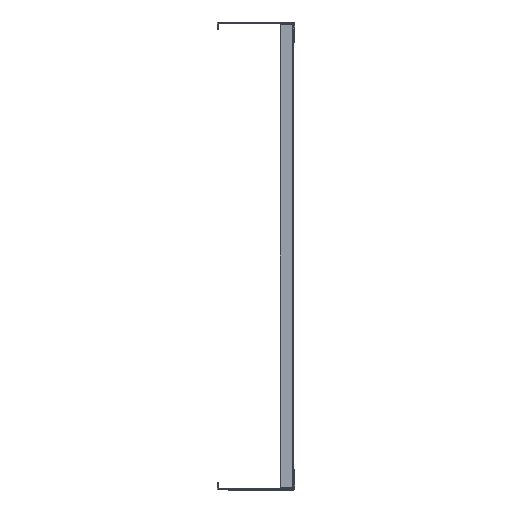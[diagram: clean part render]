
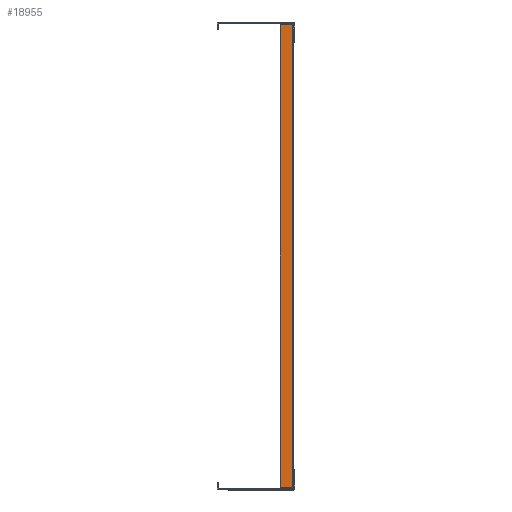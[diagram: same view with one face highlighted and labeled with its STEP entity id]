
A CAD part, left-side view. The second image highlights one B-rep face of the part: STEP entity #18955.
In plain terms, the highlighted planar face has unit normal (-1, 0, 0).
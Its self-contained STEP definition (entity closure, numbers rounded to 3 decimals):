
#577 = CARTESIAN_POINT ( 'NONE',  ( -1665.932, 176.497, -586.1 ) ) ;
#1015 = FACE_OUTER_BOUND ( 'NONE', #67225, .T. ) ;
#1277 = LINE ( 'NONE', #1917, #58720 ) ;
#1917 = CARTESIAN_POINT ( 'NONE',  ( -1665.932, 158.597, 11.4 ) ) ;
#2551 = DIRECTION ( 'NONE',  ( 0., -1., 0. ) ) ;
#2693 = VECTOR ( 'NONE', #7713, 1000. ) ;
#2722 = CARTESIAN_POINT ( 'NONE',  ( -1665.932, 158.597, -574.297 ) ) ;
#3970 = VECTOR ( 'NONE', #51645, 1000. ) ;
#4483 = LINE ( 'NONE', #24546, #50570 ) ;
#5459 = CARTESIAN_POINT ( 'NONE',  ( -1665.932, 158.597, -577.903 ) ) ;
#7713 = DIRECTION ( 'NONE',  ( 0., 0., -1. ) ) ;
#8626 = CARTESIAN_POINT ( 'NONE',  ( -1665.932, 158.597, 11.4 ) ) ;
#8780 = EDGE_CURVE ( 'NONE', #61470, #36199, #21741, .T. ) ;
#10484 = DIRECTION ( 'NONE',  ( 0., 0., -1. ) ) ;
#11230 = EDGE_CURVE ( 'NONE', #16724, #55215, #52757, .T. ) ;
#12781 = CARTESIAN_POINT ( 'NONE',  ( -1665.932, 158.597, -588.6 ) ) ;
#13165 = VERTEX_POINT ( 'NONE', #38460 ) ;
#13793 = EDGE_CURVE ( 'NONE', #14930, #16724, #45267, .T. ) ;
#14199 = VERTEX_POINT ( 'NONE', #47104 ) ;
#14930 = VERTEX_POINT ( 'NONE', #60949 ) ;
#16724 = VERTEX_POINT ( 'NONE', #30130 ) ;
#17227 = EDGE_CURVE ( 'NONE', #19572, #13165, #31768, .T. ) ;
#18704 = DIRECTION ( 'NONE',  ( 0., 0., -1. ) ) ;
#18955 = ADVANCED_FACE ( 'NONE', ( #1015 ), #24238, .F. ) ;
#19572 = VERTEX_POINT ( 'NONE', #5459 ) ;
#19996 = EDGE_CURVE ( 'NONE', #36199, #28369, #64071, .T. ) ;
#20760 = DIRECTION ( 'NONE',  ( 0., 0., -1. ) ) ;
#21477 = CARTESIAN_POINT ( 'NONE',  ( -1665.932, 158.597, -563.6 ) ) ;
#21741 = LINE ( 'NONE', #21477, #49515 ) ;
#24238 = PLANE ( 'NONE',  #66803 ) ;
#24291 = VECTOR ( 'NONE', #10484, 1000. ) ;
#24546 = CARTESIAN_POINT ( 'NONE',  ( -1665.932, 158.597, -13.6 ) ) ;
#27163 = ORIENTED_EDGE ( 'NONE', *, *, #11230, .F. ) ;
#27588 = DIRECTION ( 'NONE',  ( 0., 0., 1. ) ) ;
#28001 = LINE ( 'NONE', #57207, #70658 ) ;
#28144 = LINE ( 'NONE', #69427, #41163 ) ;
#28369 = VERTEX_POINT ( 'NONE', #2722 ) ;
#29141 = VECTOR ( 'NONE', #27588, 1000. ) ;
#29228 = DIRECTION ( 'NONE',  ( 0., -1., 0. ) ) ;
#29814 = DIRECTION ( 'NONE',  ( 0., 0., -1. ) ) ;
#30069 = CARTESIAN_POINT ( 'NONE',  ( -1665.932, 158.597, 8.9 ) ) ;
#30130 = CARTESIAN_POINT ( 'NONE',  ( -1665.932, 158.597, -4.404 ) ) ;
#30716 = EDGE_CURVE ( 'NONE', #55215, #14199, #4483, .T. ) ;
#30739 = LINE ( 'NONE', #57883, #60328 ) ;
#31768 = LINE ( 'NONE', #12781, #3970 ) ;
#32726 = VECTOR ( 'NONE', #47493, 1000. ) ;
#32868 = CARTESIAN_POINT ( 'NONE',  ( -1665.932, 176.497, 8.9 ) ) ;
#33438 = ORIENTED_EDGE ( 'NONE', *, *, #68144, .T. ) ;
#35077 = VERTEX_POINT ( 'NONE', #32868 ) ;
#36199 = VERTEX_POINT ( 'NONE', #71713 ) ;
#36340 = ORIENTED_EDGE ( 'NONE', *, *, #56124, .T. ) ;
#36916 = VERTEX_POINT ( 'NONE', #577 ) ;
#37211 = CARTESIAN_POINT ( 'NONE',  ( -1665.932, 158.597, -588.6 ) ) ;
#38158 = CARTESIAN_POINT ( 'NONE',  ( -1665.932, 176.497, 8.9 ) ) ;
#38460 = CARTESIAN_POINT ( 'NONE',  ( -1665.932, 158.597, -586.1 ) ) ;
#39345 = ORIENTED_EDGE ( 'NONE', *, *, #40846, .F. ) ;
#40021 = EDGE_CURVE ( 'NONE', #61470, #14199, #43904, .T. ) ;
#40846 = EDGE_CURVE ( 'NONE', #28369, #19572, #30739, .T. ) ;
#41048 = DIRECTION ( 'NONE',  ( 0., 0., -1. ) ) ;
#41163 = VECTOR ( 'NONE', #2551, 1000. ) ;
#41360 = ORIENTED_EDGE ( 'NONE', *, *, #13793, .F. ) ;
#43475 = ORIENTED_EDGE ( 'NONE', *, *, #8780, .F. ) ;
#43904 = LINE ( 'NONE', #44562, #29141 ) ;
#44562 = CARTESIAN_POINT ( 'NONE',  ( -1665.932, 158.497, -588.221 ) ) ;
#45084 = CARTESIAN_POINT ( 'NONE',  ( -1665.932, 158.597, -13.6 ) ) ;
#45267 = LINE ( 'NONE', #46575, #2693 ) ;
#45661 = ORIENTED_EDGE ( 'NONE', *, *, #30716, .F. ) ;
#45701 = ORIENTED_EDGE ( 'NONE', *, *, #19996, .F. ) ;
#46227 = ORIENTED_EDGE ( 'NONE', *, *, #17227, .F. ) ;
#46287 = CARTESIAN_POINT ( 'NONE',  ( -1665.932, 176.497, 8.9 ) ) ;
#46575 = CARTESIAN_POINT ( 'NONE',  ( -1665.932, 158.597, 11.4 ) ) ;
#47104 = CARTESIAN_POINT ( 'NONE',  ( -1665.932, 158.497, -13.6 ) ) ;
#47493 = DIRECTION ( 'NONE',  ( 0., 0., -1. ) ) ;
#49138 = DIRECTION ( 'NONE',  ( 0., 1., 0. ) ) ;
#49230 = VECTOR ( 'NONE', #20760, 1000. ) ;
#49515 = VECTOR ( 'NONE', #49138, 1000. ) ;
#50570 = VECTOR ( 'NONE', #57861, 1000. ) ;
#51645 = DIRECTION ( 'NONE',  ( 0., 0., -1. ) ) ;
#52757 = LINE ( 'NONE', #8626, #32726 ) ;
#55215 = VERTEX_POINT ( 'NONE', #45084 ) ;
#56124 = EDGE_CURVE ( 'NONE', #35077, #36916, #61670, .T. ) ;
#57207 = CARTESIAN_POINT ( 'NONE',  ( -1665.932, 176.497, 8.9 ) ) ;
#57861 = DIRECTION ( 'NONE',  ( 0., -1., 0. ) ) ;
#57883 = CARTESIAN_POINT ( 'NONE',  ( -1665.932, 158.597, -588.6 ) ) ;
#58612 = ORIENTED_EDGE ( 'NONE', *, *, #62469, .F. ) ;
#58720 = VECTOR ( 'NONE', #18704, 1000. ) ;
#60328 = VECTOR ( 'NONE', #41048, 1000. ) ;
#60348 = ORIENTED_EDGE ( 'NONE', *, *, #67433, .F. ) ;
#60949 = CARTESIAN_POINT ( 'NONE',  ( -1665.932, 158.597, 2.204 ) ) ;
#61470 = VERTEX_POINT ( 'NONE', #70002 ) ;
#61670 = LINE ( 'NONE', #38158, #24291 ) ;
#62469 = EDGE_CURVE ( 'NONE', #35077, #72083, #28001, .T. ) ;
#63140 = DIRECTION ( 'NONE',  ( 1., 0., 0. ) ) ;
#64071 = LINE ( 'NONE', #37211, #49230 ) ;
#66803 = AXIS2_PLACEMENT_3D ( 'NONE', #46287, #63140, #29814 ) ;
#67225 = EDGE_LOOP ( 'NONE', ( #43475, #68488, #45661, #27163, #41360, #60348, #58612, #36340, #33438, #46227, #39345, #45701 ) ) ;
#67433 = EDGE_CURVE ( 'NONE', #72083, #14930, #1277, .T. ) ;
#68144 = EDGE_CURVE ( 'NONE', #36916, #13165, #28144, .T. ) ;
#68488 = ORIENTED_EDGE ( 'NONE', *, *, #40021, .T. ) ;
#69427 = CARTESIAN_POINT ( 'NONE',  ( -1665.932, 176.497, -586.1 ) ) ;
#70002 = CARTESIAN_POINT ( 'NONE',  ( -1665.932, 158.497, -563.6 ) ) ;
#70658 = VECTOR ( 'NONE', #29228, 1000. ) ;
#71713 = CARTESIAN_POINT ( 'NONE',  ( -1665.932, 158.597, -563.6 ) ) ;
#72083 = VERTEX_POINT ( 'NONE', #30069 ) ;
